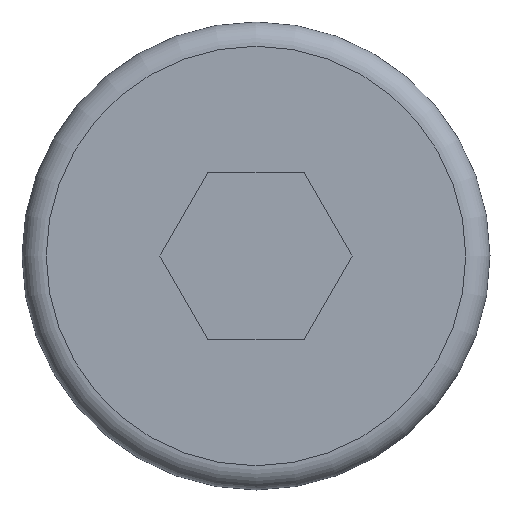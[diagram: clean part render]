
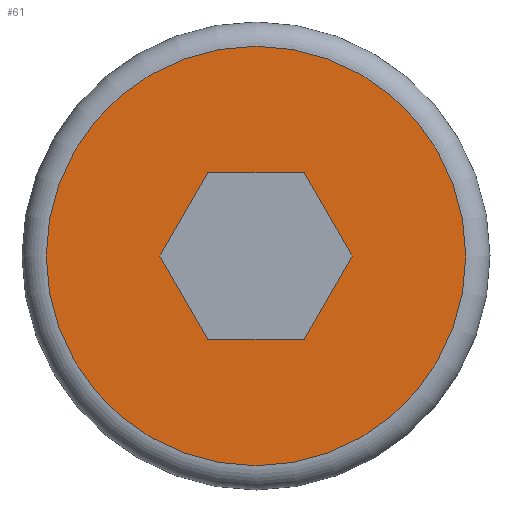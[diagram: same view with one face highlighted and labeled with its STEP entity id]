
A CAD part, left-side view. The second image highlights one B-rep face of the part: STEP entity #61.
In plain terms, the highlighted planar face has unit normal (-1, 0, 0).
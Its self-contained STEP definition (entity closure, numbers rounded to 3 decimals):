
#61 = ADVANCED_FACE( '', ( #130, #131 ), #132, .F. );
#130 = FACE_OUTER_BOUND( '', #213, .T. );
#131 = FACE_BOUND( '', #214, .T. );
#132 = PLANE( '', #215 );
#213 = EDGE_LOOP( '', ( #326 ) );
#214 = EDGE_LOOP( '', ( #327, #328, #329, #330, #331, #332 ) );
#215 = AXIS2_PLACEMENT_3D( '', #333, #334, #335 );
#326 = ORIENTED_EDGE( '', *, *, #439, .F. );
#327 = ORIENTED_EDGE( '', *, *, #434, .F. );
#328 = ORIENTED_EDGE( '', *, *, #430, .F. );
#329 = ORIENTED_EDGE( '', *, *, #440, .F. );
#330 = ORIENTED_EDGE( '', *, *, #436, .F. );
#331 = ORIENTED_EDGE( '', *, *, #427, .F. );
#332 = ORIENTED_EDGE( '', *, *, #423, .F. );
#333 = CARTESIAN_POINT( '', ( 0., 0., 0. ) );
#334 = DIRECTION( '', ( 1., 0., 0. ) );
#335 = DIRECTION( '', ( 0., 0., -1. ) );
#423 = EDGE_CURVE( '', #485, #486, #487, .T. );
#427 = EDGE_CURVE( '', #486, #491, #492, .T. );
#430 = EDGE_CURVE( '', #495, #496, #497, .T. );
#434 = EDGE_CURVE( '', #496, #485, #501, .T. );
#436 = EDGE_CURVE( '', #491, #503, #504, .T. );
#439 = EDGE_CURVE( '', #507, #507, #508, .T. );
#440 = EDGE_CURVE( '', #503, #495, #509, .T. );
#485 = VERTEX_POINT( '', #568 );
#486 = VERTEX_POINT( '', #569 );
#487 = LINE( '', #570, #571 );
#491 = VERTEX_POINT( '', #577 );
#492 = LINE( '', #578, #579 );
#495 = VERTEX_POINT( '', #583 );
#496 = VERTEX_POINT( '', #584 );
#497 = LINE( '', #585, #586 );
#501 = LINE( '', #592, #593 );
#503 = VERTEX_POINT( '', #595 );
#504 = LINE( '', #596, #597 );
#507 = VERTEX_POINT( '', #601 );
#508 = CIRCLE( '', #602, 10.083 );
#509 = LINE( '', #603, #604 );
#568 = CARTESIAN_POINT( '', ( 0., 2.309, 4. ) );
#569 = CARTESIAN_POINT( '', ( 0., 4.619, 0. ) );
#570 = CARTESIAN_POINT( '', ( 0., 3.464, 2. ) );
#571 = VECTOR( '', #651, 1000. );
#577 = CARTESIAN_POINT( '', ( 0., 2.309, -4. ) );
#578 = CARTESIAN_POINT( '', ( 0., 3.464, -2. ) );
#579 = VECTOR( '', #654, 1000. );
#583 = CARTESIAN_POINT( '', ( 0., -4.619, 0. ) );
#584 = CARTESIAN_POINT( '', ( 0., -2.309, 4. ) );
#585 = CARTESIAN_POINT( '', ( 0., -3.464, 2. ) );
#586 = VECTOR( '', #656, 1000. );
#592 = CARTESIAN_POINT( '', ( 0., 0., 4. ) );
#593 = VECTOR( '', #659, 1000. );
#595 = CARTESIAN_POINT( '', ( 0., -2.309, -4. ) );
#596 = CARTESIAN_POINT( '', ( 0., 0., -4. ) );
#597 = VECTOR( '', #660, 1000. );
#601 = CARTESIAN_POINT( '', ( 0., 0., -10.083 ) );
#602 = AXIS2_PLACEMENT_3D( '', #662, #663, #664 );
#603 = CARTESIAN_POINT( '', ( 0., -3.464, -2. ) );
#604 = VECTOR( '', #665, 1000. );
#651 = DIRECTION( '', ( 0., 0.5, -0.866 ) );
#654 = DIRECTION( '', ( 0., -0.5, -0.866 ) );
#656 = DIRECTION( '', ( 0., 0.5, 0.866 ) );
#659 = DIRECTION( '', ( 0., 1., 0. ) );
#660 = DIRECTION( '', ( 0., -1., 0. ) );
#662 = CARTESIAN_POINT( '', ( 0., 0., 0. ) );
#663 = DIRECTION( '', ( 1., 0., 0. ) );
#664 = DIRECTION( '', ( 0., 0., -1. ) );
#665 = DIRECTION( '', ( 0., -0.5, 0.866 ) );
